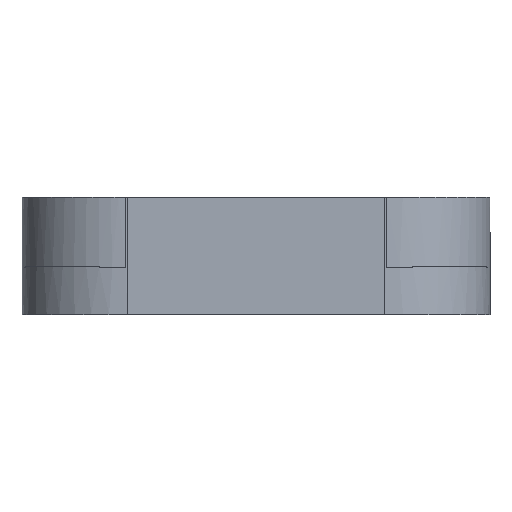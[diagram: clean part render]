
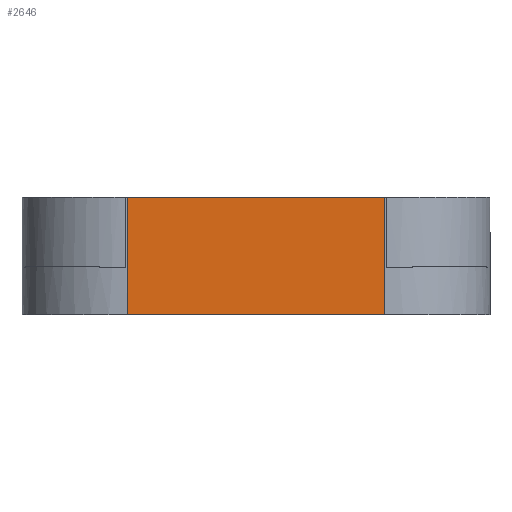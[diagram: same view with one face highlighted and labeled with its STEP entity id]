
A CAD part, left-side view. The second image highlights one B-rep face of the part: STEP entity #2646.
In plain terms, the highlighted planar face has unit normal (-1, 0, 0).
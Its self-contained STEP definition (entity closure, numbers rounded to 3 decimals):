
#228=FACE_OUTER_BOUND('',#382,.T.);
#382=EDGE_LOOP('',(#1942,#1943,#1944,#1945));
#568=LINE('',#3982,#860);
#569=LINE('',#4000,#861);
#589=LINE('',#4299,#881);
#591=LINE('',#4304,#883);
#860=VECTOR('',#3118,10.);
#861=VECTOR('',#3127,10.);
#881=VECTOR('',#3183,10.);
#883=VECTOR('',#3189,10.);
#1137=VERTEX_POINT('',#3970);
#1142=VERTEX_POINT('',#3980);
#1143=VERTEX_POINT('',#3999);
#1170=VERTEX_POINT('',#4297);
#1413=EDGE_CURVE('',#1142,#1137,#568,.T.);
#1417=EDGE_CURVE('',#1137,#1143,#569,.T.);
#1461=EDGE_CURVE('',#1142,#1170,#589,.T.);
#1464=EDGE_CURVE('',#1143,#1170,#591,.T.);
#1942=ORIENTED_EDGE('',*,*,#1413,.F.);
#1943=ORIENTED_EDGE('',*,*,#1461,.T.);
#1944=ORIENTED_EDGE('',*,*,#1464,.F.);
#1945=ORIENTED_EDGE('',*,*,#1417,.F.);
#2537=PLANE('',#2816);
#2646=ADVANCED_FACE('',(#228),#2537,.T.);
#2816=AXIS2_PLACEMENT_3D('',#4303,#3187,#3188);
#3118=DIRECTION('',(0.,0.,-1.));
#3127=DIRECTION('',(0.,1.,0.));
#3183=DIRECTION('',(0.,1.,0.));
#3187=DIRECTION('center_axis',(-1.,0.,0.));
#3188=DIRECTION('ref_axis',(0.,0.,-1.));
#3189=DIRECTION('',(0.,0.,1.));
#3970=CARTESIAN_POINT('',(-13.348,0.,-1.058));
#3980=CARTESIAN_POINT('',(-13.348,0.,15.438));
#3982=CARTESIAN_POINT('',(-13.348,0.,22.188));
#3999=CARTESIAN_POINT('',(-13.348,7.5,-1.058));
#4000=CARTESIAN_POINT('',(-13.348,3.,-1.058));
#4297=CARTESIAN_POINT('',(-13.348,7.5,15.438));
#4299=CARTESIAN_POINT('',(-13.348,3.,15.438));
#4303=CARTESIAN_POINT('Origin',(-13.348,3.,22.188));
#4304=CARTESIAN_POINT('',(-13.348,7.5,-0.17));
